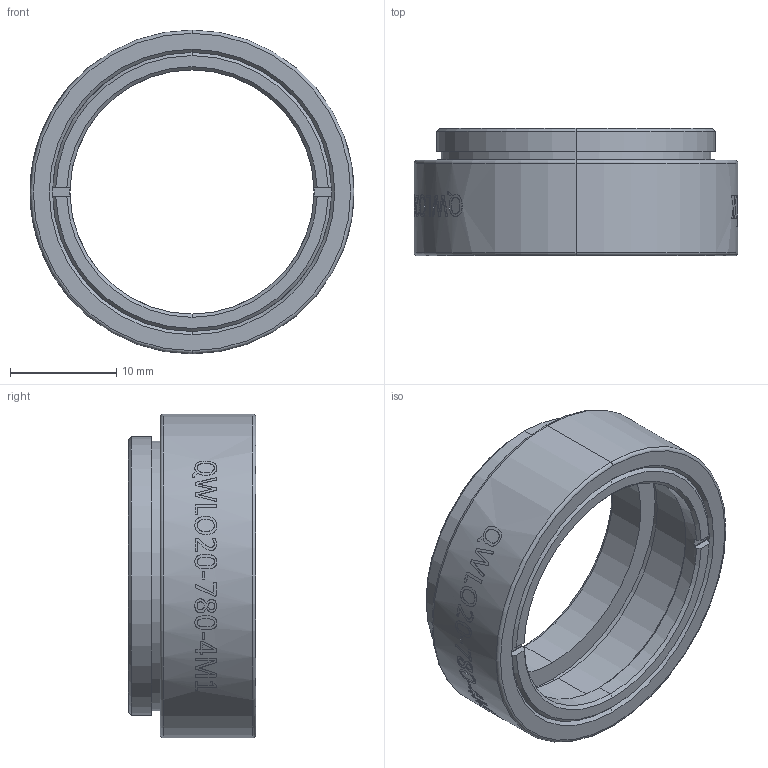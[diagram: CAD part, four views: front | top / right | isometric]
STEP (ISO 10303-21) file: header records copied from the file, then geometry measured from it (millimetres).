
FILE_DESCRIPTION (( 'STEP AP203' ), '1' );
FILE_NAME ('QWLO20-780-4M1.STEP', '2025-08-27T02:36:35', ( '' ), ( '' ), 'SwSTEP 2.0', 'SolidWorks 2020', '' );
FILE_SCHEMA (( 'CONFIG_CONTROL_DESIGN' ));
Length unit declared in the file: millimetre
Products named in the file (1): QWLO20-780-4M1
Bounding box: 30.5 x 12 x 30.5 mm (x, y, z)
Volume: 2295.3 mm3; surface area: 3277.7 mm2
Topology: 2 solids, 2 shells, 425 faces, 1145 edges, 758 vertices
Faces by surface type: bspline 280, plane 74, cylinder 51, cone 14, torus 6
Entity records: 27689 total; most frequent: CARTESIAN_POINT 19406, ORIENTED_EDGE 2290, EDGE_CURVE 1145, B_SPLINE_CURVE_WITH_KNOTS 895, VERTEX_POINT 758, DIRECTION 690, EDGE_LOOP 463, FACE_OUTER_BOUND 425
